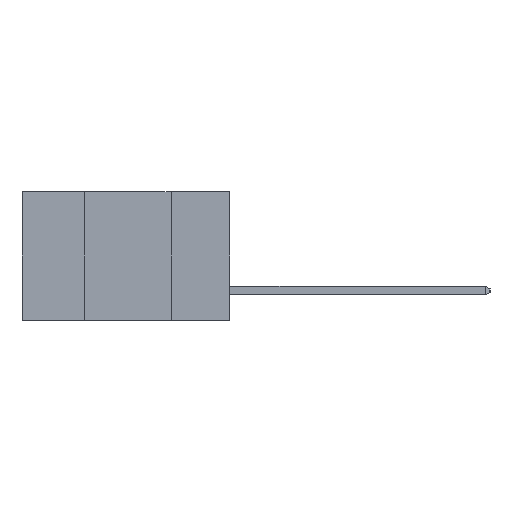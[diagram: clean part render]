
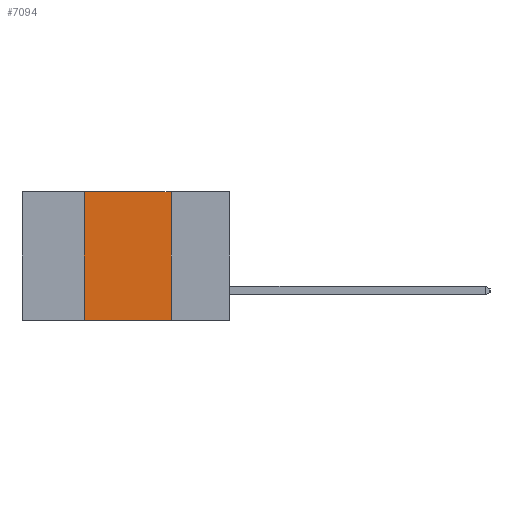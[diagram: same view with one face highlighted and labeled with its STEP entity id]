
A CAD part, left-side view. The second image highlights one B-rep face of the part: STEP entity #7094.
In plain terms, the highlighted planar face has unit normal (-1, 0, 0).
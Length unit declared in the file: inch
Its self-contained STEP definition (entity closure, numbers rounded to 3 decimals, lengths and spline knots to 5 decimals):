
#2215 = FACE_OUTER_BOUND ( 'NONE', #2402, .T. ) ;
#2250 = CARTESIAN_POINT ( 'NONE',  ( 0., 0.6, 0. ) ) ;
#2402 = EDGE_LOOP ( 'NONE', ( #12736, #14445, #16504, #17243 ) ) ;
#2612 = DIRECTION ( 'NONE',  ( 0., 0., -1. ) ) ;
#3138 = CARTESIAN_POINT ( 'NONE',  ( 0., 0.6, 0. ) ) ;
#3915 = DIRECTION ( 'NONE',  ( 0., 0., -1. ) ) ;
#4151 = DIRECTION ( 'NONE',  ( 1., 0., 0. ) ) ;
#4409 = PLANE ( 'NONE',  #11861 ) ;
#4413 = CARTESIAN_POINT ( 'NONE',  ( 0., 0.17, -0.37 ) ) ;
#4680 = EDGE_CURVE ( 'NONE', #11749, #7241, #13669, .T. ) ;
#5077 = DIRECTION ( 'NONE',  ( 0., -1., 0. ) ) ;
#6088 = DIRECTION ( 'NONE',  ( 0., 0., 1. ) ) ;
#6544 = VECTOR ( 'NONE', #5077, 39.37008 ) ;
#6851 = VECTOR ( 'NONE', #2612, 39.37008 ) ;
#6988 = LINE ( 'NONE', #16773, #6544 ) ;
#6990 = CARTESIAN_POINT ( 'NONE',  ( 0., 0.42, 0. ) ) ;
#7094 = ADVANCED_FACE ( 'NONE', ( #2215 ), #4409, .F. ) ;
#7241 = VERTEX_POINT ( 'NONE', #18675 ) ;
#7381 = CARTESIAN_POINT ( 'NONE',  ( 0., 0.42, -0.37 ) ) ;
#8087 = VERTEX_POINT ( 'NONE', #7381 ) ;
#8620 = VERTEX_POINT ( 'NONE', #4413 ) ;
#9656 = VECTOR ( 'NONE', #14951, 39.37008 ) ;
#11749 = VERTEX_POINT ( 'NONE', #6990 ) ;
#11861 = AXIS2_PLACEMENT_3D ( 'NONE', #2250, #4151, #3915 ) ;
#12736 = ORIENTED_EDGE ( 'NONE', *, *, #17888, .F. ) ;
#13372 = CARTESIAN_POINT ( 'NONE',  ( 0., 0.42, 0. ) ) ;
#13669 = LINE ( 'NONE', #3138, #9656 ) ;
#14355 = CARTESIAN_POINT ( 'NONE',  ( 0., 0.17, 0. ) ) ;
#14445 = ORIENTED_EDGE ( 'NONE', *, *, #4680, .F. ) ;
#14951 = DIRECTION ( 'NONE',  ( 0., -1., 0. ) ) ;
#15041 = EDGE_CURVE ( 'NONE', #8087, #8620, #6988, .T. ) ;
#15640 = VECTOR ( 'NONE', #6088, 39.37008 ) ;
#16012 = EDGE_CURVE ( 'NONE', #8087, #11749, #16099, .T. ) ;
#16099 = LINE ( 'NONE', #13372, #15640 ) ;
#16504 = ORIENTED_EDGE ( 'NONE', *, *, #16012, .F. ) ;
#16773 = CARTESIAN_POINT ( 'NONE',  ( 0., 0.6, -0.37 ) ) ;
#17243 = ORIENTED_EDGE ( 'NONE', *, *, #15041, .T. ) ;
#17888 = EDGE_CURVE ( 'NONE', #7241, #8620, #18438, .T. ) ;
#18438 = LINE ( 'NONE', #14355, #6851 ) ;
#18675 = CARTESIAN_POINT ( 'NONE',  ( 0., 0.17, 0. ) ) ;
